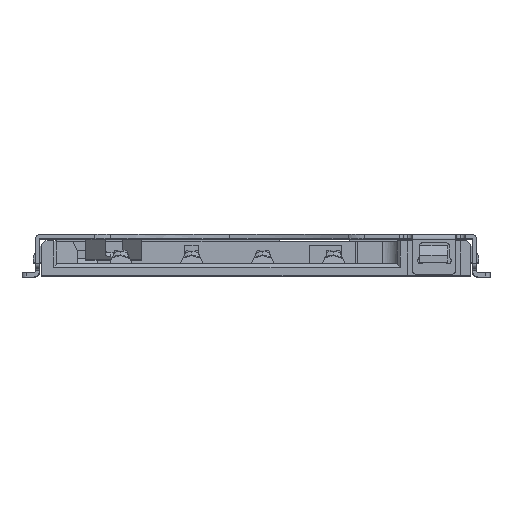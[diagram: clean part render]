
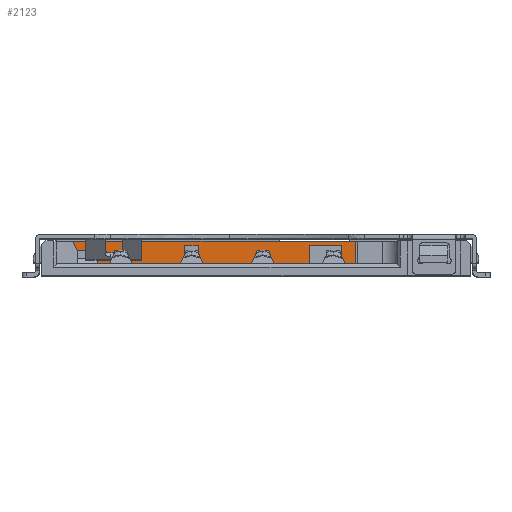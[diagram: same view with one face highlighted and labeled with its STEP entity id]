
A CAD part, top view. The second image highlights one B-rep face of the part: STEP entity #2123.
In plain terms, the highlighted planar face has unit normal (0, 0, 1).
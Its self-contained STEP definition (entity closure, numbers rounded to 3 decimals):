
#2123=ADVANCED_FACE('NONE',(#5025),#5026,.T.);
#5025=FACE_OUTER_BOUND('',#8900,.T.);
#5026=PLANE('',#8901);
#8900=EDGE_LOOP('',(#21204,#21205,#21206,#21207,#21208,#21209,#21210,#21211,#21212,#21213,#21214,#21215,#21216));
#8901=AXIS2_PLACEMENT_3D('',#21217,#21218,#21219);
#21204=ORIENTED_EDGE('',*,*,#29861,.F.);
#21205=ORIENTED_EDGE('',*,*,#30364,.F.);
#21206=ORIENTED_EDGE('',*,*,#29773,.F.);
#21207=ORIENTED_EDGE('',*,*,#30366,.T.);
#21208=ORIENTED_EDGE('',*,*,#30367,.T.);
#21209=ORIENTED_EDGE('',*,*,#29869,.F.);
#21210=ORIENTED_EDGE('',*,*,#30368,.T.);
#21211=ORIENTED_EDGE('',*,*,#30369,.T.);
#21212=ORIENTED_EDGE('',*,*,#30370,.T.);
#21213=ORIENTED_EDGE('',*,*,#29865,.F.);
#21214=ORIENTED_EDGE('',*,*,#30371,.T.);
#21215=ORIENTED_EDGE('',*,*,#30372,.T.);
#21216=ORIENTED_EDGE('',*,*,#30373,.T.);
#21217=CARTESIAN_POINT('',(6.411,11.079,4.052));
#21218=DIRECTION('',(0.0,0.0,1.0));
#21219=DIRECTION('',(1.0,0.0,0.0));
#29773=EDGE_CURVE('NONE',#36017,#36019,#36020,.T.);
#29861=EDGE_CURVE('NONE',#36147,#36149,#36150,.T.);
#29865=EDGE_CURVE('NONE',#36155,#36157,#36158,.T.);
#29869=EDGE_CURVE('NONE',#36163,#36165,#36166,.T.);
#30364=EDGE_CURVE('NONE',#36019,#36147,#36982,.T.);
#30366=EDGE_CURVE('NONE',#36017,#36984,#36985,.T.);
#30367=EDGE_CURVE('NONE',#36984,#36165,#36986,.T.);
#30368=EDGE_CURVE('NONE',#36163,#36987,#36988,.T.);
#30369=EDGE_CURVE('NONE',#36987,#36989,#36990,.T.);
#30370=EDGE_CURVE('NONE',#36989,#36157,#36991,.T.);
#30371=EDGE_CURVE('NONE',#36155,#36992,#36993,.T.);
#30372=EDGE_CURVE('NONE',#36992,#36994,#36995,.T.);
#30373=EDGE_CURVE('NONE',#36994,#36149,#36996,.T.);
#36017=VERTEX_POINT('NONE',#47713);
#36019=VERTEX_POINT('NONE',#47716);
#36020=LINE('',#47717,#47718);
#36147=VERTEX_POINT('NONE',#47915);
#36149=VERTEX_POINT('NONE',#47918);
#36150=LINE('',#47919,#47920);
#36155=VERTEX_POINT('NONE',#47927);
#36157=VERTEX_POINT('NONE',#47930);
#36158=LINE('',#47931,#47932);
#36163=VERTEX_POINT('NONE',#47939);
#36165=VERTEX_POINT('NONE',#47942);
#36166=LINE('',#47943,#47944);
#36982=LINE('',#49348,#49349);
#36984=VERTEX_POINT('NONE',#49351);
#36985=LINE('',#49352,#49353);
#36986=LINE('',#49354,#49355);
#36987=VERTEX_POINT('NONE',#49356);
#36988=LINE('',#49357,#49358);
#36989=VERTEX_POINT('NONE',#49359);
#36990=LINE('',#49360,#49361);
#36991=LINE('',#49362,#49363);
#36992=VERTEX_POINT('NONE',#49364);
#36993=LINE('',#49365,#49366);
#36994=VERTEX_POINT('NONE',#49367);
#36995=LINE('',#49368,#49369);
#36996=LINE('',#49370,#49371);
#47713=CARTESIAN_POINT('',(1.349,11.504,4.052));
#47716=CARTESIAN_POINT('',(11.473,11.504,4.052));
#47717=CARTESIAN_POINT('',(7.913,11.504,4.052));
#47718=VECTOR('',#58533,1000.0);
#47915=CARTESIAN_POINT('',(11.473,10.684,4.052));
#47918=CARTESIAN_POINT('',(10.973,10.684,4.052));
#47919=CARTESIAN_POINT('',(6.411,10.684,4.052));
#47920=VECTOR('',#58601,1000.0);
#47927=CARTESIAN_POINT('',(9.838,10.684,4.052));
#47930=CARTESIAN_POINT('',(5.853,10.684,4.052));
#47931=CARTESIAN_POINT('',(6.411,10.684,4.052));
#47932=VECTOR('',#58605,1000.0);
#47939=CARTESIAN_POINT('',(5.353,10.684,4.052));
#47942=CARTESIAN_POINT('',(1.523,10.684,4.052));
#47943=CARTESIAN_POINT('',(6.411,10.684,4.052));
#47944=VECTOR('',#58609,1000.0);
#49348=CARTESIAN_POINT('',(11.473,11.079,4.052));
#49349=VECTOR('',#59034,1000.0);
#49351=CARTESIAN_POINT('',(1.523,11.174,4.052));
#49352=CARTESIAN_POINT('',(1.349,11.504,4.052));
#49353=VECTOR('',#59035,1000.0);
#49354=CARTESIAN_POINT('',(1.523,11.079,4.052));
#49355=VECTOR('',#59036,1000.0);
#49356=CARTESIAN_POINT('',(5.353,11.354,4.052));
#49357=CARTESIAN_POINT('',(5.353,11.079,4.052));
#49358=VECTOR('',#59037,1000.0);
#49359=CARTESIAN_POINT('',(5.853,11.354,4.052));
#49360=CARTESIAN_POINT('',(6.411,11.354,4.052));
#49361=VECTOR('',#59038,1000.0);
#49362=CARTESIAN_POINT('',(5.853,11.079,4.052));
#49363=VECTOR('',#59039,1000.0);
#49364=CARTESIAN_POINT('',(9.838,11.354,4.052));
#49365=CARTESIAN_POINT('',(9.838,11.079,4.052));
#49366=VECTOR('',#59040,1000.0);
#49367=CARTESIAN_POINT('',(10.973,11.354,4.052));
#49368=CARTESIAN_POINT('',(6.411,11.354,4.052));
#49369=VECTOR('',#59041,1000.0);
#49370=CARTESIAN_POINT('',(10.973,11.079,4.052));
#49371=VECTOR('',#59042,1000.0);
#58533=DIRECTION('',(1.0,0.0,0.0));
#58601=DIRECTION('',(-1.0,0.0,0.0));
#58605=DIRECTION('',(-1.0,0.0,0.0));
#58609=DIRECTION('',(-1.0,0.0,0.0));
#59034=DIRECTION('',(-0.0,-1.0,-0.0));
#59035=DIRECTION('',(0.466,-0.885,0.0));
#59036=DIRECTION('',(0.0,-1.0,0.0));
#59037=DIRECTION('',(0.0,1.0,0.0));
#59038=DIRECTION('',(1.0,0.0,0.0));
#59039=DIRECTION('',(0.0,-1.0,0.0));
#59040=DIRECTION('',(0.0,1.0,0.0));
#59041=DIRECTION('',(1.0,0.0,0.0));
#59042=DIRECTION('',(0.0,-1.0,0.0));
